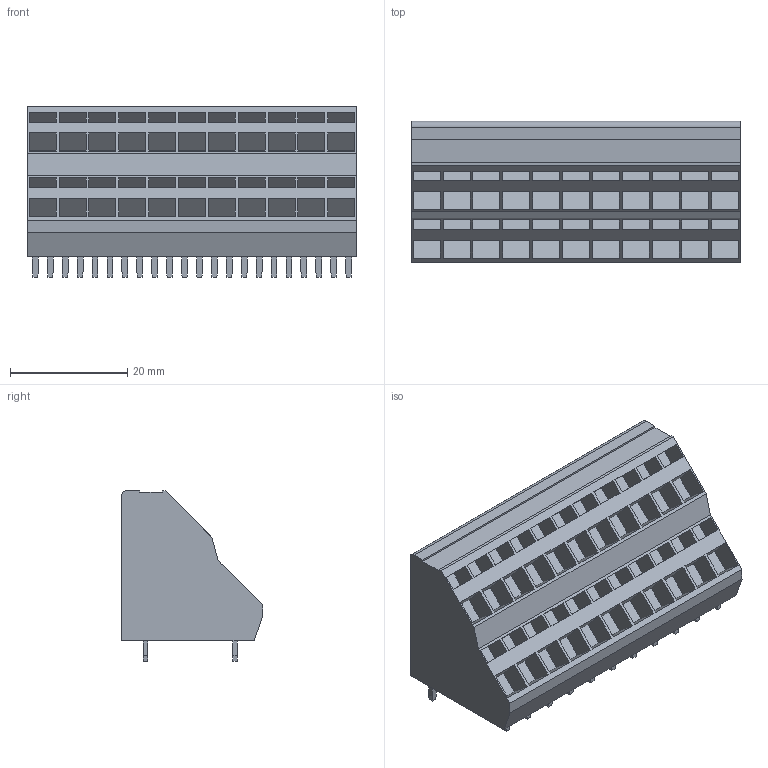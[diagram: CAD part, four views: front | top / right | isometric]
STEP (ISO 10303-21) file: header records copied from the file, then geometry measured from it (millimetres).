
FILE_DESCRIPTION(('CATIA V5 STEP Exchange','CAx-IF Rec.Pracs.--- Model Styling and Organization---1.2---2011-12-15'),'2;1');
FILE_NAME ('D1455657_0_1764890000_1764890000.stp','2018-09-07T08:55:04+00:00',('none'),('Weidmueller'),'CATIA Version 5-6 Release 2014','CATIA V5 STEP AP214','none');
FILE_SCHEMA(('AUTOMOTIVE_DESIGN { 1 0 10303 214 1 1 1 1 }'));
Length unit declared in the file: millimetre
Products named in the file (1): 1764890000
Bounding box: 55.88 x 24.05 x 29.1 mm (x, y, z)
Volume: 22635.3 mm3; surface area: 8823.8 mm2
Topology: 23 solids, 23 shells, 411 faces, 1051 edges, 730 vertices
Faces by surface type: plane 410, cylinder 1
Entity records: 11124 total; most frequent: ORIENTED_EDGE 2102, CARTESIAN_POINT 1985, DIRECTION 1391, EDGE_CURVE 1051, VECTOR 1027, LINE 1027, VERTEX_POINT 730, EDGE_LOOP 455
